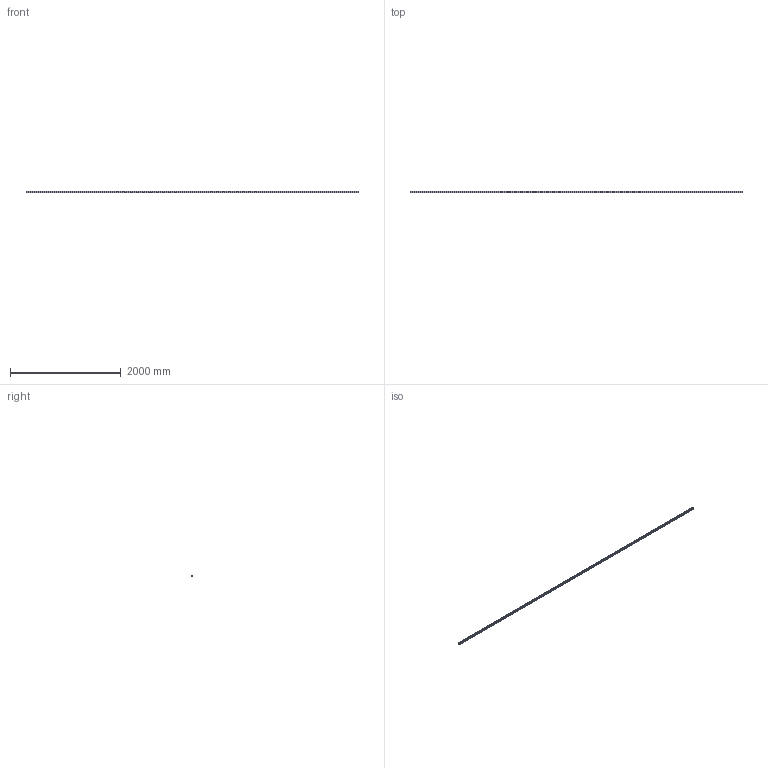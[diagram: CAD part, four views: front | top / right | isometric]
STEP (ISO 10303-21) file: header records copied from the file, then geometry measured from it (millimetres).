
FILE_DESCRIPTION (( 'STEP AP214' ), '1' );
FILE_NAME ('201015 Profil 30x30 2N180.STEP', '2019-01-18T11:56:00', ( '' ), ( '' ), 'SwSTEP 2.0', 'SolidWorks 2017', '' );
FILE_SCHEMA (( 'AUTOMOTIVE_DESIGN' ));
Length unit declared in the file: millimetre
Products named in the file (1): 201015 Profil 30x30 2N180
Bounding box: 6000 x 30 x 30 mm (x, y, z)
Volume: 2111183.5 mm3; surface area: 2152046.1 mm2
Topology: 1 solids, 1 shells, 111 faces, 327 edges, 218 vertices
Faces by surface type: plane 82, cylinder 29
Entity records: 3741 total; most frequent: CARTESIAN_POINT 657, ORIENTED_EDGE 654, DIRECTION 609, EDGE_CURVE 327, VECTOR 269, LINE 269, VERTEX_POINT 218, AXIS2_PLACEMENT_3D 170
